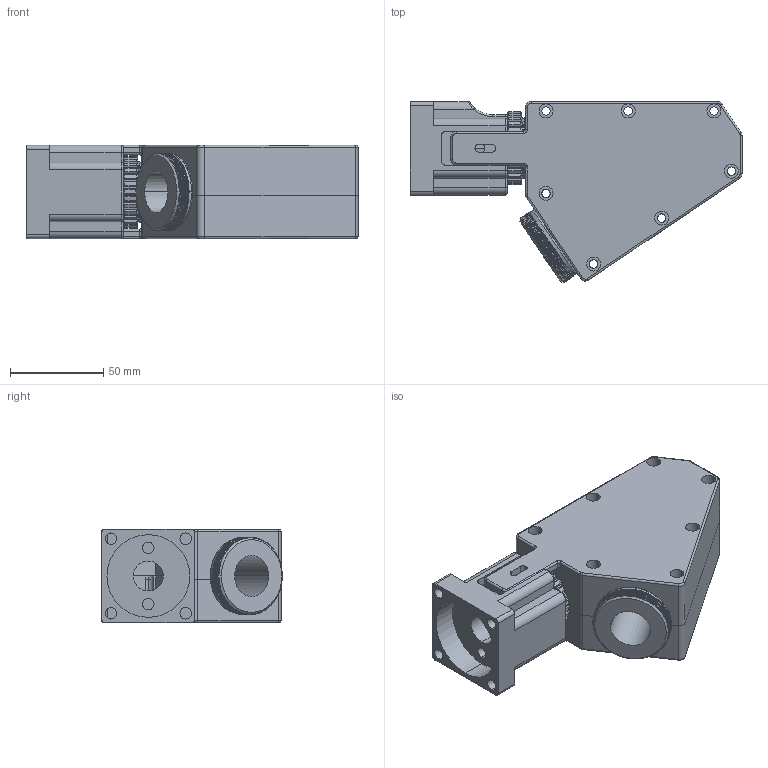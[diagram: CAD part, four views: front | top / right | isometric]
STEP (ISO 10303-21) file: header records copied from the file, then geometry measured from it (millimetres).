
FILE_DESCRIPTION (( 'STEP AP214' ), '1' );
FILE_NAME ('Sol''Ex Remixed by Dave R.STEP', '2025-02-15T18:01:57', ( '' ), ( '' ), 'SwSTEP 2.0', 'SolidWorks 2025', '' );
FILE_SCHEMA (( 'AUTOMOTIVE_DESIGN' ));
Length unit declared in the file: millimetre
Products named in the file (7): Frame Top; Collimator Focus Ring; Collimator Block; Frame Bottom; Collimator Tube_Extended threads; Sol''Ex Remixed by Dave R; Objective Tube
Assembly tree (6 placements, depth 2):
  Sol''Ex Remixed by Dave R
    Frame Bottom
    Frame Top
    Objective Tube
    Collimator Tube_Extended threads
    Collimator Focus Ring
    Collimator Block
Bounding box: 177.86 x 96.8 x 50 mm (x, y, z)
Volume: 340755.8 mm3; surface area: 113396.2 mm2
Topology: 6 solids, 6 shells, 680 faces, 1821 edges, 1178 vertices
Faces by surface type: cylinder 352, plane 200, torus 103, bspline 19, cone 4, sphere 2
Entity records: 33792 total; most frequent: CARTESIAN_POINT 16443, DIRECTION 3642, ORIENTED_EDGE 3634, EDGE_CURVE 1817, AXIS2_PLACEMENT_3D 1412, VERTEX_POINT 1178, VECTOR 818, LINE 818
